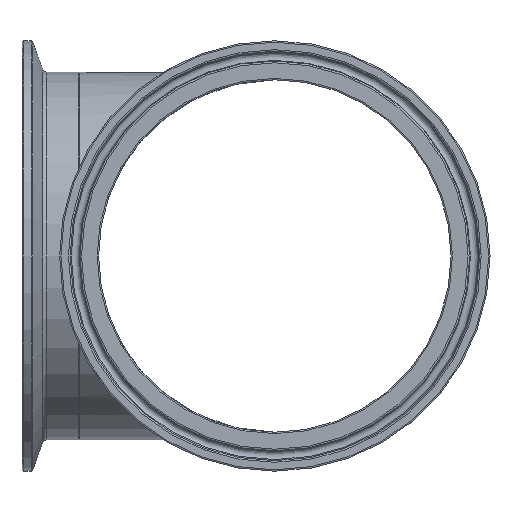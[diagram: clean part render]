
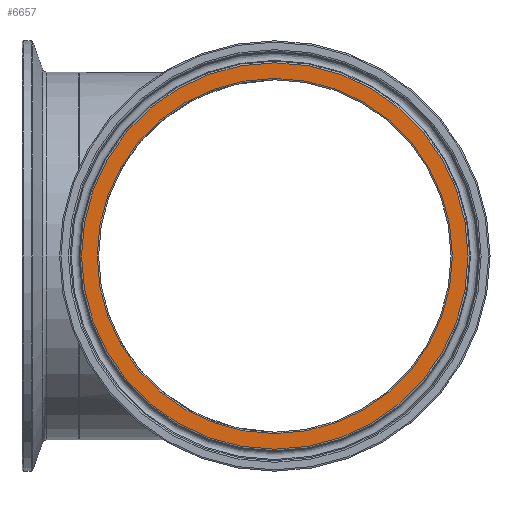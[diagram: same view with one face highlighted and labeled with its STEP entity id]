
A CAD part, left-side view. The second image highlights one B-rep face of the part: STEP entity #6657.
In plain terms, the highlighted planar face has unit normal (-1, 0, 0).
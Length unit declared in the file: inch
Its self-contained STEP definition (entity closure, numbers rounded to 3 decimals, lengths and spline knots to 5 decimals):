
#160=FACE_BOUND('',#1623,.T.);
#800=PLANE('',#7074);
#1166=FACE_OUTER_BOUND('',#1622,.T.);
#1622=EDGE_LOOP('',(#6108));
#1623=EDGE_LOOP('',(#6109));
#2661=CIRCLE('',#7073,1.932);
#2662=CIRCLE('',#7075,2.10216);
#3309=VERTEX_POINT('',#14392);
#3310=VERTEX_POINT('',#14395);
#4252=EDGE_CURVE('',#3309,#3309,#2661,.T.);
#4253=EDGE_CURVE('',#3310,#3310,#2662,.T.);
#6108=ORIENTED_EDGE('',*,*,#4253,.F.);
#6109=ORIENTED_EDGE('',*,*,#4252,.F.);
#6657=ADVANCED_FACE('',(#1166,#160),#800,.T.);
#7073=AXIS2_PLACEMENT_3D('',#14393,#8319,#8320);
#7074=AXIS2_PLACEMENT_3D('',#14394,#8321,#8322);
#7075=AXIS2_PLACEMENT_3D('',#14396,#8323,#8324);
#8319=DIRECTION('center_axis',(-1.,0.,0.));
#8320=DIRECTION('ref_axis',(0.,-1.,0.));
#8321=DIRECTION('center_axis',(-1.,0.,0.));
#8322=DIRECTION('ref_axis',(0.,0.,1.));
#8323=DIRECTION('center_axis',(1.,0.,0.));
#8324=DIRECTION('ref_axis',(0.,-1.,0.));
#14392=CARTESIAN_POINT('',(-4.75,1.932,0.));
#14393=CARTESIAN_POINT('Origin',(-4.75,0.,0.));
#14394=CARTESIAN_POINT('Origin',(-4.75,2.11616,0.));
#14395=CARTESIAN_POINT('',(-4.75,2.10216,0.));
#14396=CARTESIAN_POINT('Origin',(-4.75,0.,0.));
